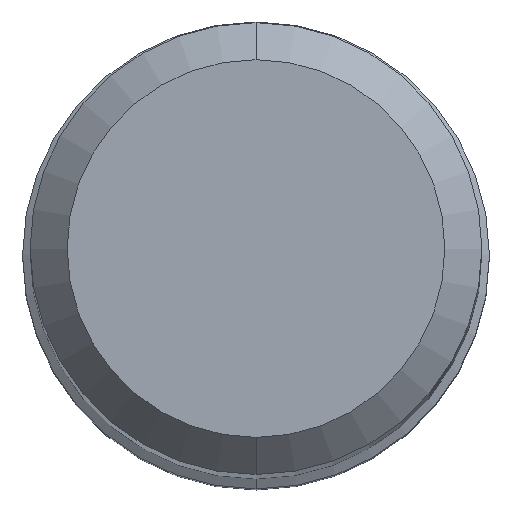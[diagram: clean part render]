
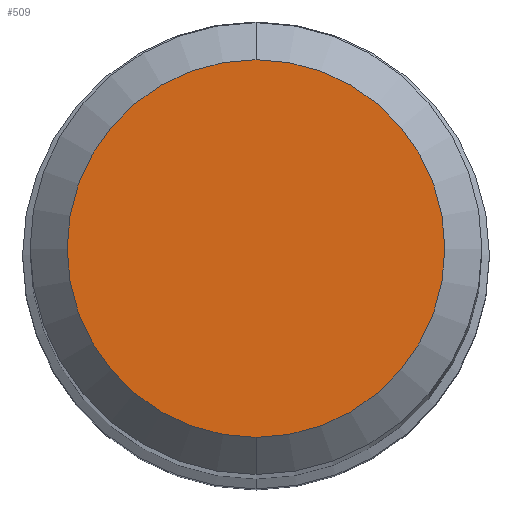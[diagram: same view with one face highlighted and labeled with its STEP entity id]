
A CAD part, top view. The second image highlights one B-rep face of the part: STEP entity #509.
In plain terms, the highlighted planar face has unit normal (0, 0, 1).
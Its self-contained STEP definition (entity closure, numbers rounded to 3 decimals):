
#339=VERTEX_POINT('',#737);
#373=VERTEX_POINT('',#777);
#387=EDGE_CURVE('',#373,#339,#793,.T.);
#421=EDGE_CURVE('',#339,#373,#833,.T.);
#509=ADVANCED_FACE('',(#925),#926,.T.);
#737=CARTESIAN_POINT('',(0.0,4.045,0.0));
#777=CARTESIAN_POINT('',(0.,-4.045,0.0));
#793=CIRCLE('',#1354,4.045);
#833=CIRCLE('',#1406,4.045);
#925=FACE_OUTER_BOUND('',#1631,.T.);
#926=PLANE('',#1632);
#1354=AXIS2_PLACEMENT_3D('',#2010,#2011,#2012);
#1406=AXIS2_PLACEMENT_3D('',#2081,#2082,#2083);
#1631=EDGE_LOOP('',(#2157,#2158));
#1632=AXIS2_PLACEMENT_3D('',#2159,#2160,#2161);
#2010=CARTESIAN_POINT('',(0.0,0.0,0.0));
#2011=DIRECTION('',(0.0,0.0,-1.0));
#2012=DIRECTION('',(0.0,1.0,0.0));
#2081=CARTESIAN_POINT('',(0.0,0.0,0.0));
#2082=DIRECTION('',(0.0,0.0,-1.0));
#2083=DIRECTION('',(0.0,1.0,0.0));
#2157=ORIENTED_EDGE('',*,*,#421,.F.);
#2158=ORIENTED_EDGE('',*,*,#387,.F.);
#2159=CARTESIAN_POINT('',(0.0,2.022,0.0));
#2160=DIRECTION('',(-0.0,0.0,1.0));
#2161=DIRECTION('',(0.0,-1.0,0.0));
